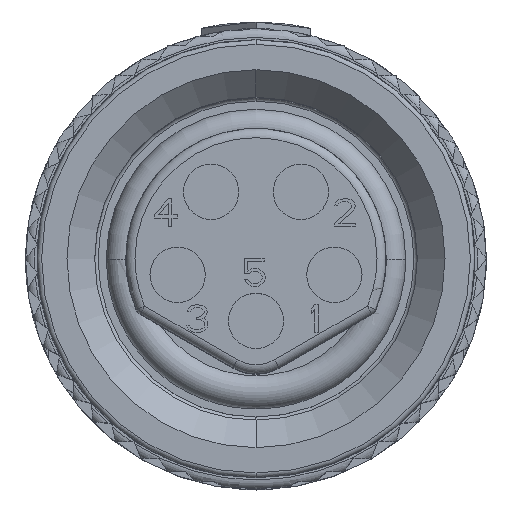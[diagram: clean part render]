
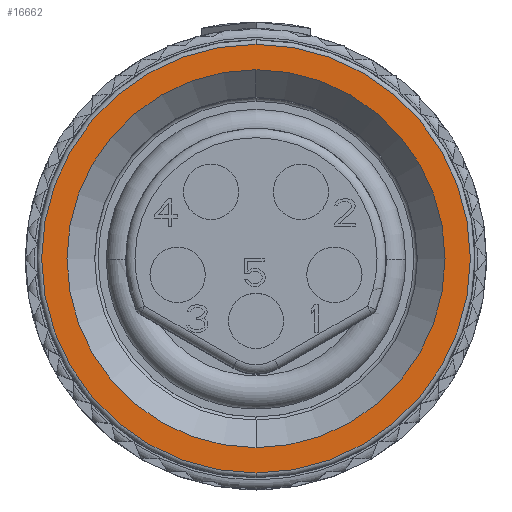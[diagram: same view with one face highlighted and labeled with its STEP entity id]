
A CAD part, top view. The second image highlights one B-rep face of the part: STEP entity #16662.
In plain terms, the highlighted planar face has unit normal (0, 0, 1).
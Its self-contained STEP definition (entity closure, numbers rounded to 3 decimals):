
#690=CARTESIAN_POINT('',(0.,0.,6.3));
#691=DIRECTION('',(0.,0.,-1.));
#692=DIRECTION('',(0.,-1.,0.));
#693=AXIS2_PLACEMENT_3D('',#690,#691,#692);
#704=CARTESIAN_POINT('',(0.,0.,6.3));
#705=DIRECTION('',(0.,0.,1.));
#706=DIRECTION('',(0.,1.,0.));
#707=AXIS2_PLACEMENT_3D('',#704,#705,#706);
#714=CARTESIAN_POINT('',(0.,0.,6.3));
#715=DIRECTION('',(0.,0.,1.));
#716=DIRECTION('',(0.,-1.,0.));
#717=AXIS2_PLACEMENT_3D('',#714,#715,#716);
#11758=CARTESIAN_POINT('',(0.,0.,6.3));
#11759=DIRECTION('',(0.,0.,-1.));
#11760=DIRECTION('',(0.,1.,0.));
#11761=AXIS2_PLACEMENT_3D('',#11758,#11759,#11760);
#14939=CARTESIAN_POINT('',(0.,-4.65,6.3));
#14940=VERTEX_POINT('',#14939);
#14941=CARTESIAN_POINT('',(0.,4.65,6.3));
#14942=VERTEX_POINT('',#14941);
#14944=CARTESIAN_POINT('',(0.,4.1,6.3));
#14946=VERTEX_POINT('',#14944);
#14948=CARTESIAN_POINT('',(0.,-4.1,6.3));
#14950=VERTEX_POINT('',#14948);
#16646=CARTESIAN_POINT('',(0.,0.,6.3));
#16647=DIRECTION('',(0.,0.,1.));
#16648=DIRECTION('',(0.,1.,0.));
#16649=AXIS2_PLACEMENT_3D('',#16646,#16647,#16648);
#16650=PLANE('',#16649);
#16652=ORIENTED_EDGE('',*,*,#16651,.F.);
#16654=ORIENTED_EDGE('',*,*,#16653,.F.);
#16655=EDGE_LOOP('',(#16652,#16654));
#16656=FACE_OUTER_BOUND('',#16655,.F.);
#16657=ORIENTED_EDGE('',*,*,#16629,.F.);
#16659=ORIENTED_EDGE('',*,*,#16658,.F.);
#16660=EDGE_LOOP('',(#16657,#16659));
#16661=FACE_BOUND('',#16660,.F.);
#16662=ADVANCED_FACE('',(#16656,#16661),#16650,.T.);
#694=CIRCLE('',#693,4.1);
#708=CIRCLE('',#707,4.65);
#718=CIRCLE('',#717,4.65);
#11762=CIRCLE('',#11761,4.1);
#16629=EDGE_CURVE('',#14950,#14946,#694,.T.);
#16651=EDGE_CURVE('',#14942,#14940,#708,.T.);
#16653=EDGE_CURVE('',#14940,#14942,#718,.T.);
#16658=EDGE_CURVE('',#14946,#14950,#11762,.T.);
